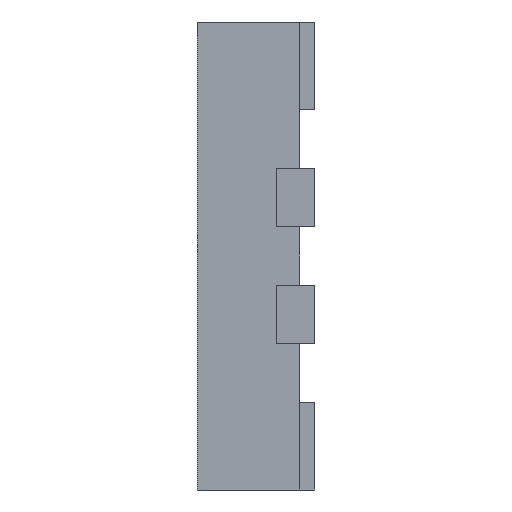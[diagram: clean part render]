
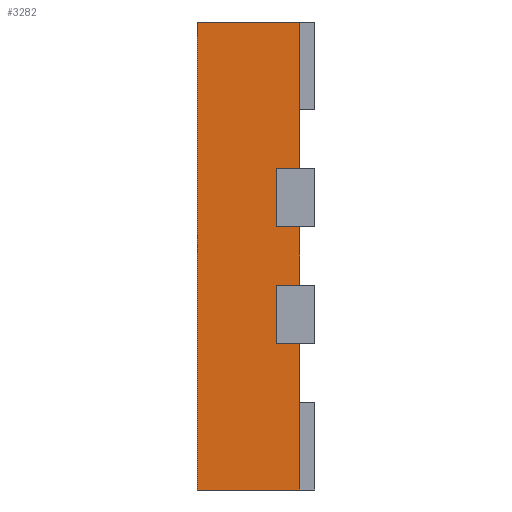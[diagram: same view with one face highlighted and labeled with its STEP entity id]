
A CAD part, left-side view. The second image highlights one B-rep face of the part: STEP entity #3282.
In plain terms, the highlighted planar face has unit normal (-1, 0, 0).
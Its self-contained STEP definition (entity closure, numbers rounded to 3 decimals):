
#19 = LINE ( 'NONE', #3391, #2238 ) ;
#28 = DIRECTION ( 'NONE',  ( 0., -1., 0. ) ) ;
#40 = CARTESIAN_POINT ( 'NONE',  ( -0.8, 0.13, 0.3 ) ) ;
#119 = ORIENTED_EDGE ( 'NONE', *, *, #2048, .T. ) ;
#139 = CARTESIAN_POINT ( 'NONE',  ( -0.8, 0.05, -0.1 ) ) ;
#159 = PLANE ( 'NONE',  #2971 ) ;
#184 = ORIENTED_EDGE ( 'NONE', *, *, #3616, .F. ) ;
#260 = DIRECTION ( 'NONE',  ( 0., 0., 1. ) ) ;
#404 = VECTOR ( 'NONE', #3394, 1000. ) ;
#473 = DIRECTION ( 'NONE',  ( 1., 0., 0. ) ) ;
#533 = LINE ( 'NONE', #2632, #2269 ) ;
#536 = EDGE_CURVE ( 'NONE', #2199, #3751, #3332, .T. ) ;
#552 = DIRECTION ( 'NONE',  ( 0., 0., 1. ) ) ;
#554 = CARTESIAN_POINT ( 'NONE',  ( -0.8, 3.063, 0.8 ) ) ;
#561 = DIRECTION ( 'NONE',  ( 0., -1., 0. ) ) ;
#581 = VERTEX_POINT ( 'NONE', #3172 ) ;
#692 = CARTESIAN_POINT ( 'NONE',  ( -0.8, 0.05, 0.1 ) ) ;
#816 = LINE ( 'NONE', #1759, #3819 ) ;
#835 = ORIENTED_EDGE ( 'NONE', *, *, #3865, .T. ) ;
#859 = EDGE_CURVE ( 'NONE', #1402, #3075, #1255, .T. ) ;
#878 = EDGE_LOOP ( 'NONE', ( #2279, #835, #2943, #2398, #3404, #3360, #1452, #3164, #1993, #119, #184, #3275 ) ) ;
#909 = VECTOR ( 'NONE', #28, 1000. ) ;
#939 = VERTEX_POINT ( 'NONE', #692 ) ;
#963 = DIRECTION ( 'NONE',  ( 0., -1., 0. ) ) ;
#964 = EDGE_CURVE ( 'NONE', #2295, #3247, #1299, .T. ) ;
#986 = EDGE_CURVE ( 'NONE', #2390, #2199, #3110, .T. ) ;
#1232 = DIRECTION ( 'NONE',  ( 0., -1., 0. ) ) ;
#1240 = CARTESIAN_POINT ( 'NONE',  ( -0.8, 0.13, 0.3 ) ) ;
#1255 = LINE ( 'NONE', #554, #404 ) ;
#1277 = VECTOR ( 'NONE', #260, 1000. ) ;
#1299 = LINE ( 'NONE', #3393, #1516 ) ;
#1367 = CARTESIAN_POINT ( 'NONE',  ( -0.8, 0.4, 0.8 ) ) ;
#1371 = DIRECTION ( 'NONE',  ( 0., 0., 1. ) ) ;
#1374 = DIRECTION ( 'NONE',  ( 0., -1., 0. ) ) ;
#1402 = VERTEX_POINT ( 'NONE', #1367 ) ;
#1450 = CARTESIAN_POINT ( 'NONE',  ( -0.8, 0.13, -0.1 ) ) ;
#1452 = ORIENTED_EDGE ( 'NONE', *, *, #3253, .F. ) ;
#1476 = CARTESIAN_POINT ( 'NONE',  ( -0.8, 0.13, -0.3 ) ) ;
#1516 = VECTOR ( 'NONE', #1232, 1000. ) ;
#1559 = CARTESIAN_POINT ( 'NONE',  ( -0.8, 0.05, 0.8 ) ) ;
#1579 = VECTOR ( 'NONE', #3708, 1000. ) ;
#1693 = LINE ( 'NONE', #3511, #2878 ) ;
#1714 = EDGE_CURVE ( 'NONE', #3466, #1402, #3446, .T. ) ;
#1759 = CARTESIAN_POINT ( 'NONE',  ( -0.8, 0.05, 0.8 ) ) ;
#1780 = EDGE_CURVE ( 'NONE', #3735, #3005, #816, .T. ) ;
#1792 = CARTESIAN_POINT ( 'NONE',  ( -0.8, 0.13, 0.3 ) ) ;
#1797 = LINE ( 'NONE', #1476, #2589 ) ;
#1801 = LINE ( 'NONE', #1559, #1277 ) ;
#1802 = EDGE_CURVE ( 'NONE', #581, #2295, #1797, .T. ) ;
#1974 = EDGE_CURVE ( 'NONE', #3466, #3735, #19, .T. ) ;
#1993 = ORIENTED_EDGE ( 'NONE', *, *, #964, .T. ) ;
#2048 = EDGE_CURVE ( 'NONE', #3247, #939, #1693, .T. ) ;
#2101 = DIRECTION ( 'NONE',  ( 0., 0., 1. ) ) ;
#2199 = VERTEX_POINT ( 'NONE', #1792 ) ;
#2216 = CARTESIAN_POINT ( 'NONE',  ( -0.8, 0.4, 0.8 ) ) ;
#2238 = VECTOR ( 'NONE', #963, 1000. ) ;
#2269 = VECTOR ( 'NONE', #1374, 1000. ) ;
#2279 = ORIENTED_EDGE ( 'NONE', *, *, #536, .T. ) ;
#2295 = VERTEX_POINT ( 'NONE', #1450 ) ;
#2316 = CARTESIAN_POINT ( 'NONE',  ( -0.8, 0.13, 0.1 ) ) ;
#2353 = CARTESIAN_POINT ( 'NONE',  ( -0.8, 3.063, 0.8 ) ) ;
#2390 = VERTEX_POINT ( 'NONE', #2316 ) ;
#2398 = ORIENTED_EDGE ( 'NONE', *, *, #1714, .F. ) ;
#2589 = VECTOR ( 'NONE', #2101, 1000. ) ;
#2594 = CARTESIAN_POINT ( 'NONE',  ( -0.8, 0.05, 0.8 ) ) ;
#2632 = CARTESIAN_POINT ( 'NONE',  ( -0.8, 0.13, -0.3 ) ) ;
#2676 = CARTESIAN_POINT ( 'NONE',  ( -0.8, 0.05, -0.8 ) ) ;
#2878 = VECTOR ( 'NONE', #1371, 1000. ) ;
#2923 = VECTOR ( 'NONE', #561, 1000. ) ;
#2928 = DIRECTION ( 'NONE',  ( 0., 0., -1. ) ) ;
#2943 = ORIENTED_EDGE ( 'NONE', *, *, #859, .F. ) ;
#2961 = VECTOR ( 'NONE', #3765, 1000. ) ;
#2971 = AXIS2_PLACEMENT_3D ( 'NONE', #2353, #473, #2928 ) ;
#3005 = VERTEX_POINT ( 'NONE', #3996 ) ;
#3075 = VERTEX_POINT ( 'NONE', #2594 ) ;
#3077 = LINE ( 'NONE', #3715, #909 ) ;
#3110 = LINE ( 'NONE', #40, #1579 ) ;
#3164 = ORIENTED_EDGE ( 'NONE', *, *, #1802, .T. ) ;
#3172 = CARTESIAN_POINT ( 'NONE',  ( -0.8, 0.13, -0.3 ) ) ;
#3244 = CARTESIAN_POINT ( 'NONE',  ( -0.8, 0.4, -0.8 ) ) ;
#3247 = VERTEX_POINT ( 'NONE', #139 ) ;
#3253 = EDGE_CURVE ( 'NONE', #581, #3005, #533, .T. ) ;
#3275 = ORIENTED_EDGE ( 'NONE', *, *, #986, .T. ) ;
#3282 = ADVANCED_FACE ( 'NONE', ( #3559 ), #159, .F. ) ;
#3332 = LINE ( 'NONE', #1240, #2923 ) ;
#3360 = ORIENTED_EDGE ( 'NONE', *, *, #1780, .T. ) ;
#3391 = CARTESIAN_POINT ( 'NONE',  ( -0.8, 3.063, -0.8 ) ) ;
#3393 = CARTESIAN_POINT ( 'NONE',  ( -0.8, 0.13, -0.1 ) ) ;
#3394 = DIRECTION ( 'NONE',  ( 0., -1., 0. ) ) ;
#3404 = ORIENTED_EDGE ( 'NONE', *, *, #1974, .T. ) ;
#3446 = LINE ( 'NONE', #2216, #2961 ) ;
#3466 = VERTEX_POINT ( 'NONE', #3244 ) ;
#3511 = CARTESIAN_POINT ( 'NONE',  ( -0.8, 0.05, 0.8 ) ) ;
#3559 = FACE_OUTER_BOUND ( 'NONE', #878, .T. ) ;
#3564 = CARTESIAN_POINT ( 'NONE',  ( -0.8, 0.05, 0.3 ) ) ;
#3616 = EDGE_CURVE ( 'NONE', #2390, #939, #3077, .T. ) ;
#3708 = DIRECTION ( 'NONE',  ( 0., 0., 1. ) ) ;
#3715 = CARTESIAN_POINT ( 'NONE',  ( -0.8, 0.13, 0.1 ) ) ;
#3735 = VERTEX_POINT ( 'NONE', #2676 ) ;
#3751 = VERTEX_POINT ( 'NONE', #3564 ) ;
#3765 = DIRECTION ( 'NONE',  ( 0., 0., 1. ) ) ;
#3819 = VECTOR ( 'NONE', #552, 1000. ) ;
#3865 = EDGE_CURVE ( 'NONE', #3751, #3075, #1801, .T. ) ;
#3996 = CARTESIAN_POINT ( 'NONE',  ( -0.8, 0.05, -0.3 ) ) ;
